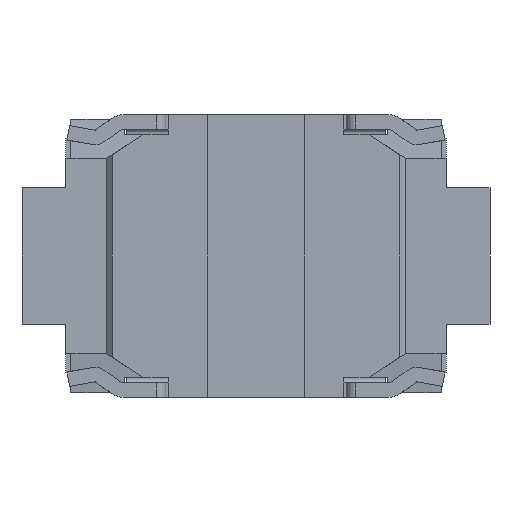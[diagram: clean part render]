
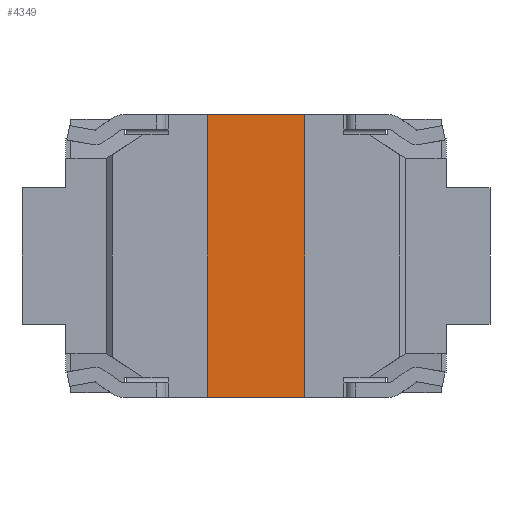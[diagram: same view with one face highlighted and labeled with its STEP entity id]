
A CAD part, front view. The second image highlights one B-rep face of the part: STEP entity #4349.
In plain terms, the highlighted planar face has unit normal (0, -1, 0).
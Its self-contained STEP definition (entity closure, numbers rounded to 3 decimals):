
#432 = VECTOR ( 'NONE', #4222, 1000. ) ;
#671 = CARTESIAN_POINT ( 'NONE',  ( -0.5, 0.05, 1.45 ) ) ;
#1046 = LINE ( 'NONE', #1893, #8082 ) ;
#1230 = LINE ( 'NONE', #2687, #9314 ) ;
#1461 = VERTEX_POINT ( 'NONE', #7194 ) ;
#1893 = CARTESIAN_POINT ( 'NONE',  ( 0.5, 0.05, 1.45 ) ) ;
#2077 = EDGE_CURVE ( 'NONE', #3671, #6439, #1230, .T. ) ;
#2119 = EDGE_LOOP ( 'NONE', ( #8938, #3831, #4049, #9360 ) ) ;
#2282 = CARTESIAN_POINT ( 'NONE',  ( 0.5, 0.05, -1.45 ) ) ;
#2397 = VECTOR ( 'NONE', #6608, 1000. ) ;
#2687 = CARTESIAN_POINT ( 'NONE',  ( -0.5, 0.05, -1.45 ) ) ;
#2870 = DIRECTION ( 'NONE',  ( 0., -1., 0. ) ) ;
#3177 = CARTESIAN_POINT ( 'NONE',  ( 0.5, 0.05, -1.45 ) ) ;
#3671 = VERTEX_POINT ( 'NONE', #671 ) ;
#3831 = ORIENTED_EDGE ( 'NONE', *, *, #6829, .T. ) ;
#4049 = ORIENTED_EDGE ( 'NONE', *, *, #2077, .T. ) ;
#4222 = DIRECTION ( 'NONE',  ( 0., 0., -1. ) ) ;
#4349 = ADVANCED_FACE ( 'NONE', ( #6930 ), #5237, .T. ) ;
#5237 = PLANE ( 'NONE',  #9936 ) ;
#6439 = VERTEX_POINT ( 'NONE', #8833 ) ;
#6461 = DIRECTION ( 'NONE',  ( 0., 0., -1. ) ) ;
#6608 = DIRECTION ( 'NONE',  ( -1., 0., 0. ) ) ;
#6759 = CARTESIAN_POINT ( 'NONE',  ( 0.5, 0.05, -1.45 ) ) ;
#6829 = EDGE_CURVE ( 'NONE', #1461, #3671, #1046, .T. ) ;
#6930 = FACE_OUTER_BOUND ( 'NONE', #2119, .T. ) ;
#7194 = CARTESIAN_POINT ( 'NONE',  ( 0.5, 0.05, 1.45 ) ) ;
#7778 = DIRECTION ( 'NONE',  ( -1., 0., 0. ) ) ;
#7833 = EDGE_CURVE ( 'NONE', #1461, #8929, #9967, .T. ) ;
#7839 = DIRECTION ( 'NONE',  ( 0., 0., -1. ) ) ;
#8082 = VECTOR ( 'NONE', #7778, 1000. ) ;
#8468 = LINE ( 'NONE', #3177, #2397 ) ;
#8833 = CARTESIAN_POINT ( 'NONE',  ( -0.5, 0.05, -1.45 ) ) ;
#8929 = VERTEX_POINT ( 'NONE', #6759 ) ;
#8938 = ORIENTED_EDGE ( 'NONE', *, *, #7833, .F. ) ;
#9260 = EDGE_CURVE ( 'NONE', #8929, #6439, #8468, .T. ) ;
#9314 = VECTOR ( 'NONE', #7839, 1000. ) ;
#9360 = ORIENTED_EDGE ( 'NONE', *, *, #9260, .F. ) ;
#9718 = CARTESIAN_POINT ( 'NONE',  ( 0., 0.05, -1.45 ) ) ;
#9936 = AXIS2_PLACEMENT_3D ( 'NONE', #9718, #2870, #6461 ) ;
#9967 = LINE ( 'NONE', #2282, #432 ) ;
